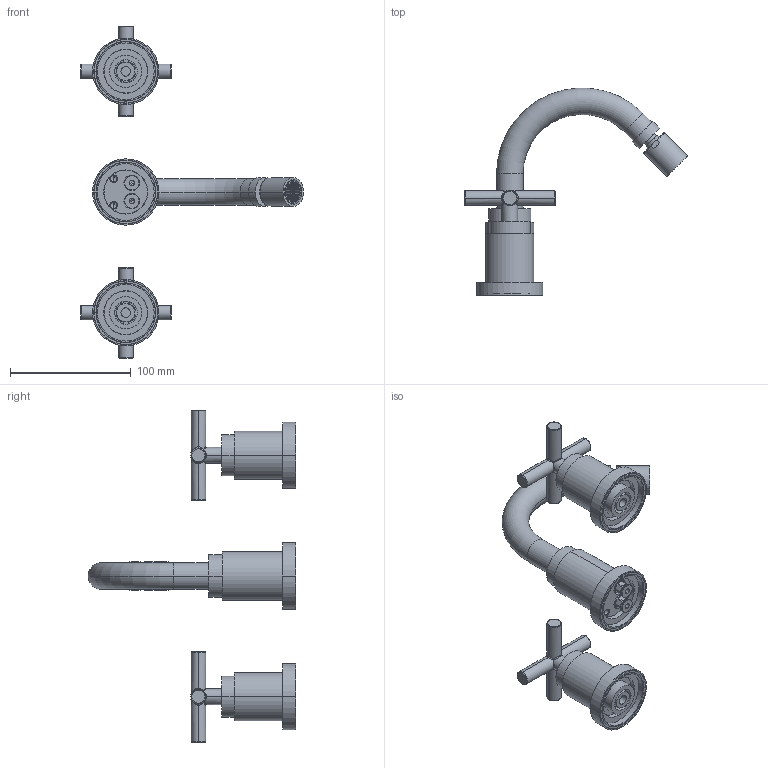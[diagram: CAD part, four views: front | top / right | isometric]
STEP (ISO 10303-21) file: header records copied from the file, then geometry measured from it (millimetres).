
FILE_DESCRIPTION((''),'2;1');
FILE_NAME('QTV119CR','2021-09-30T11:10:01',('ut3'),('PAFFONI SpA'),'CREO PARAMETRIC BY PTC INC, 2020044','CREO PARAMETRIC BY PTC INC, 2020044','');
FILE_SCHEMA(('CONFIG_CONTROL_DESIGN','SHAPE_APPEARANCE_LAYERS_GROUPS'));
Length unit declared in the file: millimetre
Products named in the file (1): QTV119CR
Bounding box: 184.68 x 172.01 x 275 mm (x, y, z)
Volume: 288613.5 mm3; surface area: 124077 mm2
Topology: 8 solids, 8 shells, 2566 faces, 7530 edges, 4900 vertices
Faces by surface type: plane 1968, cylinder 350, cone 122, torus 72, bspline 44, sphere 10
Entity records: 111282 total; most frequent: CARTESIAN_POINT 22025, ORIENTED_EDGE 15036, DIRECTION 14034, EDGE_CURVE 7518, VERTEX_POINT 4900, AXIS2_PLACEMENT_3D 4700, VECTOR 4634, LINE 4634
